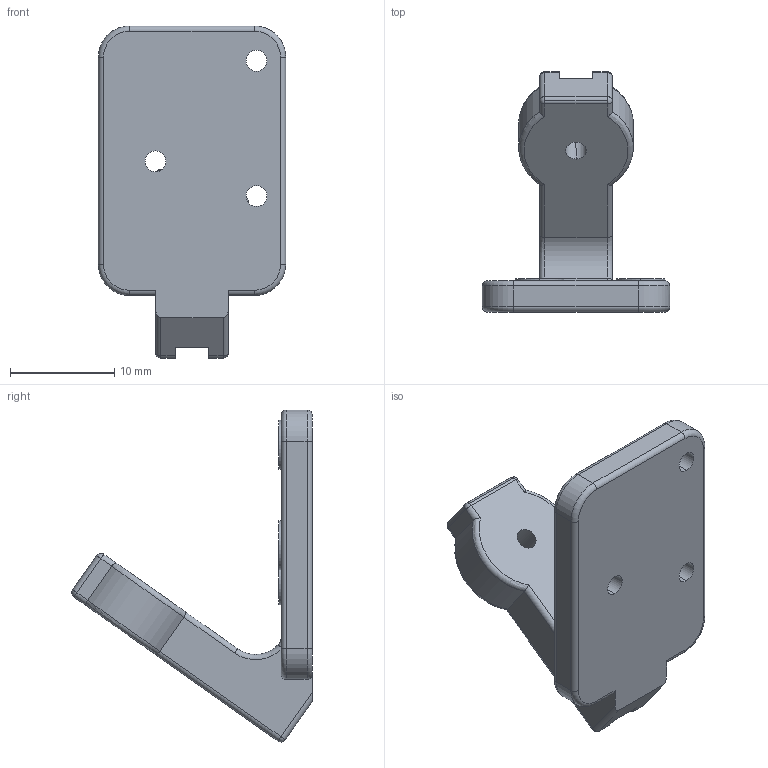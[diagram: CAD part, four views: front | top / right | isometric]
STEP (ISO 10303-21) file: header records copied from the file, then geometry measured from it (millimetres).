
FILE_DESCRIPTION (( 'STEP AP214' ), '1' );
FILE_NAME ('IMU假蚾啣.STEP', '2022-05-21T11:06:51', ( '' ), ( '' ), 'SwSTEP 2.0', 'SolidWorks 2020', '' );
FILE_SCHEMA (( 'AUTOMOTIVE_DESIGN' ));
Length unit declared in the file: millimetre
Products named in the file (1): IMU假蚾啣
Bounding box: 18 x 23.11 x 31.89 mm (x, y, z)
Volume: 2232.1 mm3; surface area: 1924.4 mm2
Topology: 1 solids, 1 shells, 102 faces, 253 edges, 148 vertices
Faces by surface type: cylinder 53, plane 24, torus 16, sphere 6, bspline 3
Entity records: 3094 total; most frequent: CARTESIAN_POINT 620, DIRECTION 549, ORIENTED_EDGE 494, EDGE_CURVE 247, AXIS2_PLACEMENT_3D 219, VERTEX_POINT 148, CIRCLE 119, EDGE_LOOP 111
